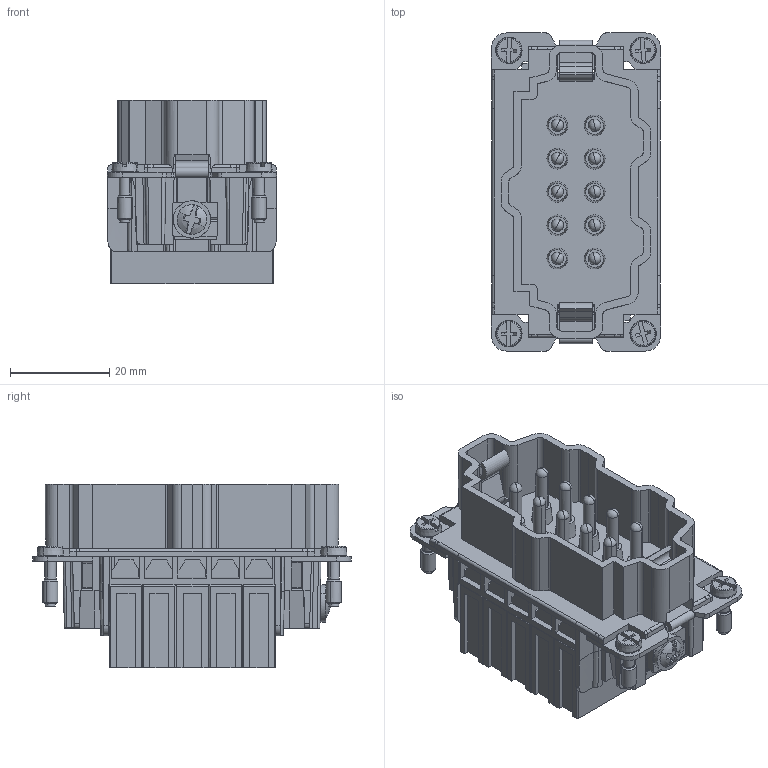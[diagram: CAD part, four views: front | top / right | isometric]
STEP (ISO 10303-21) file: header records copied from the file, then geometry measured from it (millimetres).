
FILE_DESCRIPTION(('CATIA V5 STEP Exchange','CAx-IF Rec.Pracs.--- Model Styling and Organization---1.4--- 2014-01-23'),'2;1');
FILE_NAME ('1114750-4_1', '2023-03-03T07:50:49+00:00', ('none'), ('Weidmueller'), 'CATIA Version 5-6 Release 2016 SP3 HF44', 'CATIA V5 STEP AP214', 'none');
FILE_SCHEMA(('AUTOMOTIVE_DESIGN { 1 0 10303 214 1 1 1 1 }'));
Products named in the file (1): 2666940000
Bounding box: 34 x 64 x 36.9 mm (x, y, z)
Volume: 33494 mm3; surface area: 22781.6 mm2
Topology: 3 solids, 13 shells, 2507 faces, 7323 edges, 4861 vertices
Faces by surface type: plane 1455, cylinder 840, cone 108, torus 69, extrusion 22, bspline 9, sphere 4
Entity records: 80677 total; most frequent: CARTESIAN_POINT 18413, ORIENTED_EDGE 14646, DIRECTION 10071, EDGE_CURVE 7323, VECTOR 4996, LINE 4974, VERTEX_POINT 4861, AXIS2_PLACEMENT_3D 3370
